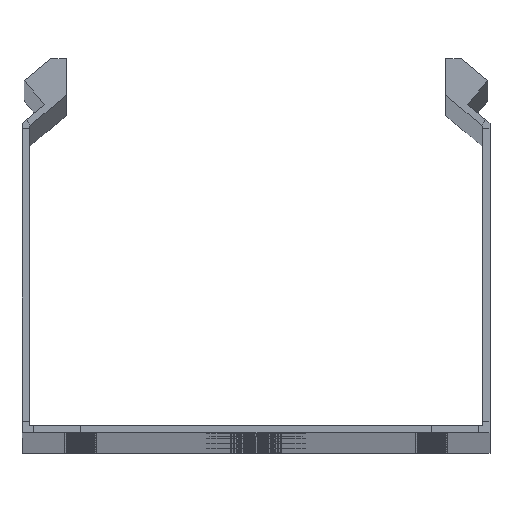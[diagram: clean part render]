
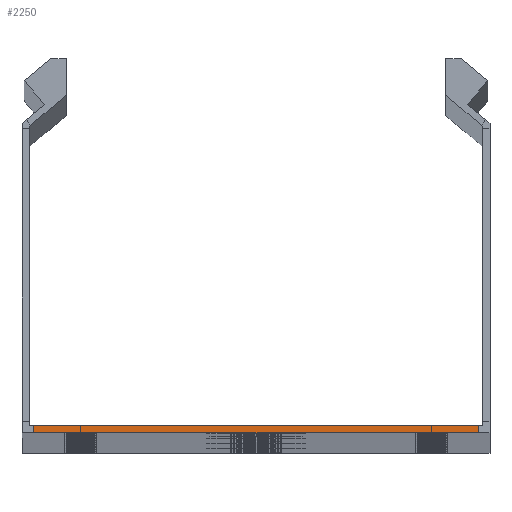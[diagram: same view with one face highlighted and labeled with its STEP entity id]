
A CAD part, top view. The second image highlights one B-rep face of the part: STEP entity #2250.
In plain terms, the highlighted planar face has unit normal (0, 0, 1).
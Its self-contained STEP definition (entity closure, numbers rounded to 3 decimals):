
#601 = EDGE_CURVE ( 'NONE', #43256, #10149, #53635, .T. ) ;
#2159 = CARTESIAN_POINT ( 'NONE',  ( 47.5, 0., 1250. ) ) ;
#2250 = ADVANCED_FACE ( 'NONE', ( #28132 ), #3424, .T. ) ;
#2962 = CARTESIAN_POINT ( 'NONE',  ( 47.5, 0., 1250. ) ) ;
#3296 = EDGE_CURVE ( 'NONE', #10149, #40436, #25038, .T. ) ;
#3424 = PLANE ( 'NONE',  #9440 ) ;
#4920 = VECTOR ( 'NONE', #16324, 1000. ) ;
#5952 = VERTEX_POINT ( 'NONE', #2159 ) ;
#9031 = DIRECTION ( 'NONE',  ( -1., 0., 0. ) ) ;
#9440 = AXIS2_PLACEMENT_3D ( 'NONE', #42841, #16190, #20384 ) ;
#10149 = VERTEX_POINT ( 'NONE', #27002 ) ;
#13101 = CARTESIAN_POINT ( 'NONE',  ( 47.5, 1.5, 1250. ) ) ;
#16190 = DIRECTION ( 'NONE',  ( 0., 0., 1. ) ) ;
#16324 = DIRECTION ( 'NONE',  ( 0., 1., 0. ) ) ;
#19331 = CARTESIAN_POINT ( 'NONE',  ( -47.5, 1.5, 1250. ) ) ;
#19966 = ORIENTED_EDGE ( 'NONE', *, *, #21982, .F. ) ;
#20384 = DIRECTION ( 'NONE',  ( 1., 0., 0. ) ) ;
#20789 = ORIENTED_EDGE ( 'NONE', *, *, #3296, .T. ) ;
#21740 = CARTESIAN_POINT ( 'NONE',  ( -50., 0., 1250. ) ) ;
#21982 = EDGE_CURVE ( 'NONE', #5952, #40436, #48737, .T. ) ;
#22188 = CARTESIAN_POINT ( 'NONE',  ( -47.5, 0., 1250. ) ) ;
#25038 = LINE ( 'NONE', #19331, #56453 ) ;
#25573 = VECTOR ( 'NONE', #26101, 1000. ) ;
#26101 = DIRECTION ( 'NONE',  ( -1., 0., 0. ) ) ;
#26380 = CARTESIAN_POINT ( 'NONE',  ( -50., 1.5, 1250. ) ) ;
#27002 = CARTESIAN_POINT ( 'NONE',  ( -47.5, 1.5, 1250. ) ) ;
#28132 = FACE_OUTER_BOUND ( 'NONE', #49710, .T. ) ;
#28152 = EDGE_CURVE ( 'NONE', #5952, #43256, #52663, .T. ) ;
#28658 = DIRECTION ( 'NONE',  ( 0., -1., 0. ) ) ;
#39962 = VECTOR ( 'NONE', #9031, 1000. ) ;
#40436 = VERTEX_POINT ( 'NONE', #22188 ) ;
#42841 = CARTESIAN_POINT ( 'NONE',  ( 48.5, 2.5, 1250. ) ) ;
#43256 = VERTEX_POINT ( 'NONE', #13101 ) ;
#47659 = ORIENTED_EDGE ( 'NONE', *, *, #28152, .T. ) ;
#48737 = LINE ( 'NONE', #21740, #25573 ) ;
#49710 = EDGE_LOOP ( 'NONE', ( #19966, #47659, #54673, #20789 ) ) ;
#52663 = LINE ( 'NONE', #2962, #4920 ) ;
#53635 = LINE ( 'NONE', #26380, #39962 ) ;
#54673 = ORIENTED_EDGE ( 'NONE', *, *, #601, .T. ) ;
#56453 = VECTOR ( 'NONE', #28658, 1000. ) ;
